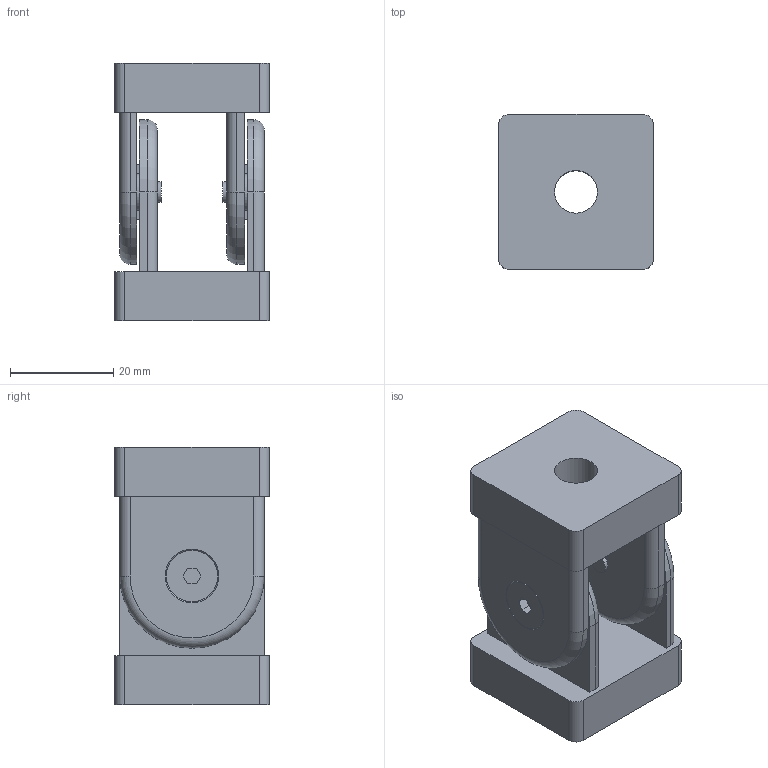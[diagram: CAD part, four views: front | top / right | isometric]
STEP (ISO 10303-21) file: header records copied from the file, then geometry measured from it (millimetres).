
FILE_DESCRIPTION(/* description */ (''),/* implementation_level */ '2;1');
FILE_NAME(/* name */ '130500',/* time_stamp */ '2014-10-06T12:18:18+02:00',/* author */ (''),/* organization */ (''),/* preprocessor_version */ 'ST-DEVELOPER v14',/* originating_system */ 'HiCAD 2013 1802.4 Build 509',/* authorisation */ '');
FILE_SCHEMA (('AUTOMOTIVE_DESIGN { 1 0 10303 214 1 1 1 1 }'));
Length unit declared in the file: millimetre
Products named in the file (6): Root; 130500Scharnier 30BOIKON; ISO 10642-M5x8-8.8Countersunk head bolts0
Assembly tree (5 placements, depth 3):
  Root
    130500Scharnier 30BOIKON
      ISO 10642-M5x8-8.8Countersunk head bolts0
      ISO 10642-M5x8-8.8Countersunk head bolts0
      (unnamed)
      (unnamed)
Bounding box: 30 x 30 x 50 mm (x, y, z)
Volume: 25785.3 mm3; surface area: 13225.4 mm2
Topology: 4 solids, 4 shells, 114 faces, 278 edges, 192 vertices
Faces by surface type: plane 60, cylinder 44, cone 6, torus 4
Full cylindrical faces by diameter (mm): 4.019 x2, 4.13 x2, 5 x2, 5.5 x2, 8.3 x2, 10 x2, 14 x2, 22 x2
Entity records: 5706 total; most frequent: DIRECTION 584, CARTESIAN_POINT 544, PRESENTATION_STYLE_ASSIGNMENT 488, COLOUR_RGB 486, DRAUGHTING_PRE_DEFINED_CURVE_FONT 484, CURVE_STYLE 484, OVER_RIDING_STYLED_ITEM 484, ORIENTED_EDGE 484
